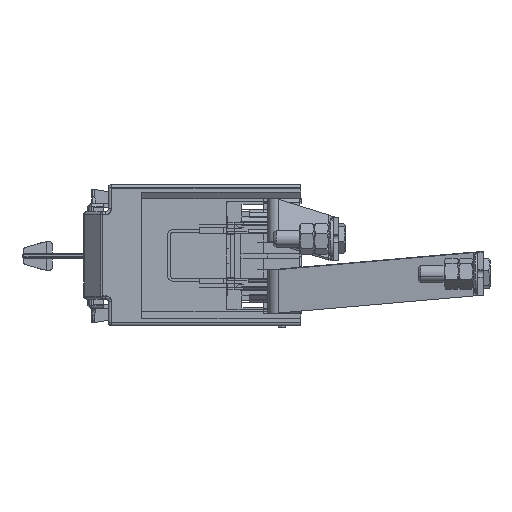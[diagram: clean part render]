
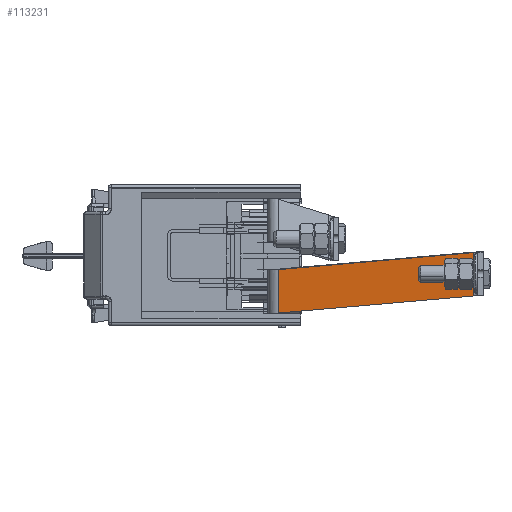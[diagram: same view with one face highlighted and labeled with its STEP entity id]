
A CAD part, left-side view. The second image highlights one B-rep face of the part: STEP entity #113231.
In plain terms, the highlighted planar face has unit normal (-0.996, 0, -0.087).
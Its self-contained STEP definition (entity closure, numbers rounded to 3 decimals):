
#816 = DIRECTION ( 'NONE',  ( 0.008, 0.996, -0.087 ) ) ;
#13742 = VECTOR ( 'NONE', #43828, 1000. ) ;
#16953 = FACE_OUTER_BOUND ( 'NONE', #109391, .T. ) ;
#17050 = LINE ( 'NONE', #106707, #13742 ) ;
#17745 = VERTEX_POINT ( 'NONE', #66020 ) ;
#18105 = DIRECTION ( 'NONE',  ( 0.087, 0., -0.996 ) ) ;
#21146 = ORIENTED_EDGE ( 'NONE', *, *, #40761, .T. ) ;
#21956 = AXIS2_PLACEMENT_3D ( 'NONE', #108744, #119365, #56395 ) ;
#22358 = CARTESIAN_POINT ( 'NONE',  ( -14.301, -236.804, 22.521 ) ) ;
#23105 = LINE ( 'NONE', #26876, #72254 ) ;
#26876 = CARTESIAN_POINT ( 'NONE',  ( -13.123, -120., 9.058 ) ) ;
#34801 = VERTEX_POINT ( 'NONE', #91319 ) ;
#40761 = EDGE_CURVE ( 'NONE', #34801, #110780, #103548, .T. ) ;
#43828 = DIRECTION ( 'NONE',  ( -0.008, -0.996, 0.087 ) ) ;
#45855 = PLANE ( 'NONE',  #21956 ) ;
#56395 = DIRECTION ( 'NONE',  ( 0.008, 0.996, -0.087 ) ) ;
#58500 = DIRECTION ( 'NONE',  ( 0.087, 0., -0.996 ) ) ;
#62531 = ORIENTED_EDGE ( 'NONE', *, *, #78709, .F. ) ;
#65152 = EDGE_CURVE ( 'NONE', #66907, #110780, #113092, .T. ) ;
#66020 = CARTESIAN_POINT ( 'NONE',  ( -16.035, -120., 42.34 ) ) ;
#66907 = VERTEX_POINT ( 'NONE', #84913 ) ;
#72254 = VECTOR ( 'NONE', #58500, 1000. ) ;
#72500 = ORIENTED_EDGE ( 'NONE', *, *, #86675, .F. ) ;
#78709 = EDGE_CURVE ( 'NONE', #17745, #66907, #23105, .T. ) ;
#84913 = CARTESIAN_POINT ( 'NONE',  ( -13.41, -120., 12.34 ) ) ;
#86675 = EDGE_CURVE ( 'NONE', #34801, #17745, #17050, .T. ) ;
#88392 = VECTOR ( 'NONE', #816, 1000. ) ;
#91319 = CARTESIAN_POINT ( 'NONE',  ( -15.006, 15., 30.574 ) ) ;
#102533 = CARTESIAN_POINT ( 'NONE',  ( -13.123, 15., 9.058 ) ) ;
#103548 = LINE ( 'NONE', #102533, #124925 ) ;
#106707 = CARTESIAN_POINT ( 'NONE',  ( -16.906, -234.189, 52.293 ) ) ;
#107554 = CARTESIAN_POINT ( 'NONE',  ( -12.381, 15., 0.574 ) ) ;
#108744 = CARTESIAN_POINT ( 'NONE',  ( -13.123, 66.823, 9.058 ) ) ;
#109391 = EDGE_LOOP ( 'NONE', ( #62531, #72500, #21146, #125537 ) ) ;
#110780 = VERTEX_POINT ( 'NONE', #107554 ) ;
#113092 = LINE ( 'NONE', #22358, #88392 ) ;
#113231 = ADVANCED_FACE ( 'NONE', ( #16953 ), #45855, .F. ) ;
#119365 = DIRECTION ( 'NONE',  ( 0.996, 0., 0.087 ) ) ;
#124925 = VECTOR ( 'NONE', #18105, 1000. ) ;
#125537 = ORIENTED_EDGE ( 'NONE', *, *, #65152, .F. ) ;
